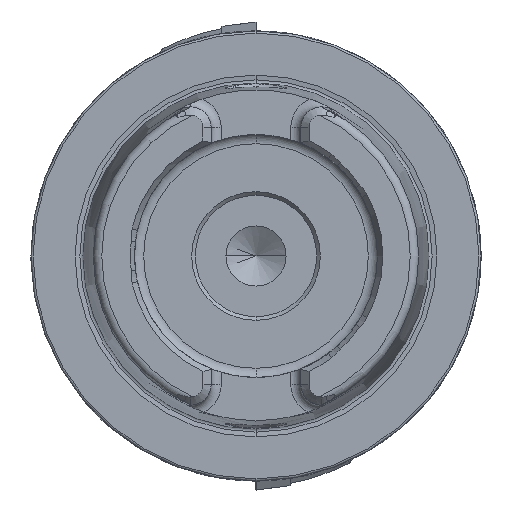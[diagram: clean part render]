
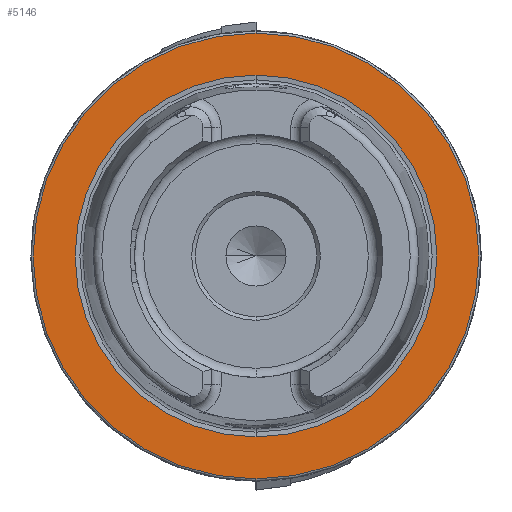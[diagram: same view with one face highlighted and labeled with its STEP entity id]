
A CAD part, left-side view. The second image highlights one B-rep face of the part: STEP entity #5146.
In plain terms, the highlighted planar face has unit normal (-1, 0, 0).
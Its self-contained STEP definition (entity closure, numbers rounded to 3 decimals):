
#108 = AXIS2_PLACEMENT_3D ( 'NONE', #1107, #11113, #20359 ) ;
#382 = ORIENTED_EDGE ( 'NONE', *, *, #528, .T. ) ;
#528 = EDGE_CURVE ( 'NONE', #9620, #18460, #5214, .T. ) ;
#561 = FACE_OUTER_BOUND ( 'NONE', #14004, .T. ) ;
#1010 = VERTEX_POINT ( 'NONE', #6871 ) ;
#1054 = CIRCLE ( 'NONE', #20086, 25.324 ) ;
#1107 = CARTESIAN_POINT ( 'NONE',  ( 0., 31.2, 0. ) ) ;
#1527 = EDGE_CURVE ( 'NONE', #18460, #9620, #12562, .T. ) ;
#1787 = CIRCLE ( 'NONE', #3994, 25.324 ) ;
#2654 = AXIS2_PLACEMENT_3D ( 'NONE', #2678, #18378, #20554 ) ;
#2678 = CARTESIAN_POINT ( 'NONE',  ( 0., 0., 0. ) ) ;
#2861 = DIRECTION ( 'NONE',  ( -1., 0., 0. ) ) ;
#2904 = CARTESIAN_POINT ( 'NONE',  ( 0., 0., 0. ) ) ;
#3994 = AXIS2_PLACEMENT_3D ( 'NONE', #11303, #14838, #4309 ) ;
#4309 = DIRECTION ( 'NONE',  ( 0., 0., 1. ) ) ;
#5146 = ADVANCED_FACE ( 'NONE', ( #16792, #561 ), #7576, .F. ) ;
#5161 = VERTEX_POINT ( 'NONE', #19825 ) ;
#5214 = CIRCLE ( 'NONE', #2654, 31.2 ) ;
#5217 = ORIENTED_EDGE ( 'NONE', *, *, #21166, .F. ) ;
#6871 = CARTESIAN_POINT ( 'NONE',  ( 0., 0., -25.324 ) ) ;
#7076 = AXIS2_PLACEMENT_3D ( 'NONE', #2904, #8300, #9781 ) ;
#7576 = PLANE ( 'NONE',  #108 ) ;
#8300 = DIRECTION ( 'NONE',  ( -1., 0., 0. ) ) ;
#8724 = CARTESIAN_POINT ( 'NONE',  ( 0., 0., 31.2 ) ) ;
#8800 = CARTESIAN_POINT ( 'NONE',  ( 0., 0., -31.2 ) ) ;
#9620 = VERTEX_POINT ( 'NONE', #8724 ) ;
#9781 = DIRECTION ( 'NONE',  ( 0., 0., 1. ) ) ;
#10995 = ORIENTED_EDGE ( 'NONE', *, *, #20476, .F. ) ;
#11113 = DIRECTION ( 'NONE',  ( 1., 0., 0. ) ) ;
#11303 = CARTESIAN_POINT ( 'NONE',  ( 0., 0., 0. ) ) ;
#12562 = CIRCLE ( 'NONE', #7076, 31.2 ) ;
#12701 = EDGE_LOOP ( 'NONE', ( #5217, #10995 ) ) ;
#14004 = EDGE_LOOP ( 'NONE', ( #382, #21771 ) ) ;
#14838 = DIRECTION ( 'NONE',  ( -1., 0., 0. ) ) ;
#14888 = DIRECTION ( 'NONE',  ( 0., 0., 1. ) ) ;
#16379 = CARTESIAN_POINT ( 'NONE',  ( 0., 0., 0. ) ) ;
#16792 = FACE_BOUND ( 'NONE', #12701, .T. ) ;
#18378 = DIRECTION ( 'NONE',  ( -1., 0., 0. ) ) ;
#18460 = VERTEX_POINT ( 'NONE', #8800 ) ;
#19825 = CARTESIAN_POINT ( 'NONE',  ( 0., 0., 25.324 ) ) ;
#20086 = AXIS2_PLACEMENT_3D ( 'NONE', #16379, #2861, #14888 ) ;
#20359 = DIRECTION ( 'NONE',  ( 0., 0., -1. ) ) ;
#20476 = EDGE_CURVE ( 'NONE', #1010, #5161, #1054, .T. ) ;
#20554 = DIRECTION ( 'NONE',  ( 0., 0., 1. ) ) ;
#21166 = EDGE_CURVE ( 'NONE', #5161, #1010, #1787, .T. ) ;
#21771 = ORIENTED_EDGE ( 'NONE', *, *, #1527, .T. ) ;
